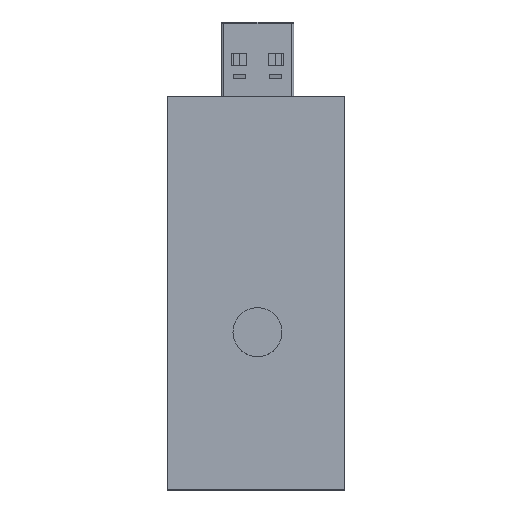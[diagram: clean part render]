
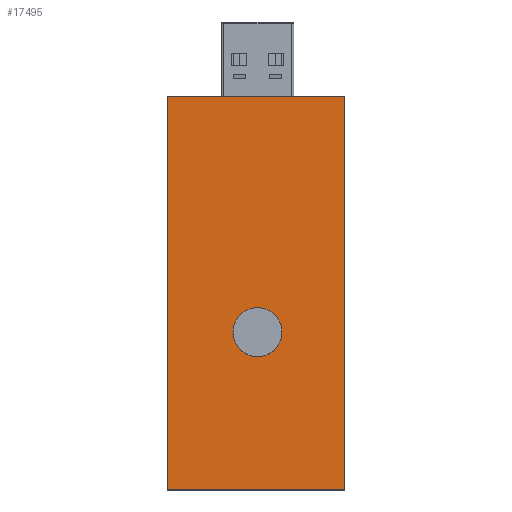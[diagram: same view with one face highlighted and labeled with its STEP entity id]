
A CAD part, top view. The second image highlights one B-rep face of the part: STEP entity #17495.
In plain terms, the highlighted planar face has unit normal (0, 0, 1).
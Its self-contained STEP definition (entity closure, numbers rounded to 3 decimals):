
#749=FACE_BOUND('',#2844,.T.);
#1797=FACE_OUTER_BOUND('',#2843,.T.);
#2843=EDGE_LOOP('',(#15764,#15765,#15766,#15767));
#2844=EDGE_LOOP('',(#15768));
#3131=CIRCLE('',#18915,2.2);
#5174=LINE('',#28407,#7234);
#5176=LINE('',#28411,#7236);
#5181=LINE('',#28420,#7241);
#5184=LINE('',#28425,#7244);
#7234=VECTOR('',#23377,10.);
#7236=VECTOR('',#23381,10.);
#7241=VECTOR('',#23388,10.);
#7244=VECTOR('',#23393,10.);
#8756=VERTEX_POINT('',#28404);
#8757=VERTEX_POINT('',#28406);
#8758=VERTEX_POINT('',#28410);
#8761=VERTEX_POINT('',#28418);
#8765=VERTEX_POINT('',#28436);
#11088=EDGE_CURVE('',#8757,#8756,#5174,.T.);
#11090=EDGE_CURVE('',#8758,#8757,#5176,.T.);
#11095=EDGE_CURVE('',#8756,#8761,#5181,.T.);
#11098=EDGE_CURVE('',#8761,#8758,#5184,.T.);
#11104=EDGE_CURVE('',#8765,#8765,#3131,.T.);
#15764=ORIENTED_EDGE('',*,*,#11090,.T.);
#15765=ORIENTED_EDGE('',*,*,#11088,.T.);
#15766=ORIENTED_EDGE('',*,*,#11095,.T.);
#15767=ORIENTED_EDGE('',*,*,#11098,.T.);
#15768=ORIENTED_EDGE('',*,*,#11104,.F.);
#16577=PLANE('',#18916);
#17495=ADVANCED_FACE('',(#1797,#749),#16577,.T.);
#18915=AXIS2_PLACEMENT_3D('',#28438,#23408,#23409);
#18916=AXIS2_PLACEMENT_3D('',#28439,#23410,#23411);
#23377=DIRECTION('',(-1.,0.,0.));
#23381=DIRECTION('',(0.,1.,0.));
#23388=DIRECTION('',(0.,-1.,0.));
#23393=DIRECTION('',(1.,0.,0.));
#23408=DIRECTION('center_axis',(0.,0.,1.));
#23409=DIRECTION('ref_axis',(-1.,0.,0.));
#23410=DIRECTION('center_axis',(0.,0.,1.));
#23411=DIRECTION('ref_axis',(-1.,0.,0.));
#28404=CARTESIAN_POINT('',(57.,-60.5,9.75));
#28406=CARTESIAN_POINT('',(86.5,-60.5,9.75));
#28407=CARTESIAN_POINT('',(86.5,-60.5,9.75));
#28410=CARTESIAN_POINT('',(86.5,-125.93,9.75));
#28411=CARTESIAN_POINT('',(86.5,-120.,9.75));
#28418=CARTESIAN_POINT('',(57.,-125.93,9.75));
#28420=CARTESIAN_POINT('',(57.,-60.5,9.75));
#28425=CARTESIAN_POINT('',(64.095,-125.93,9.75));
#28436=CARTESIAN_POINT('',(74.19,-99.72,9.75));
#28438=CARTESIAN_POINT('Origin',(71.99,-99.72,9.75));
#28439=CARTESIAN_POINT('Origin',(71.75,-93.215,9.75));
